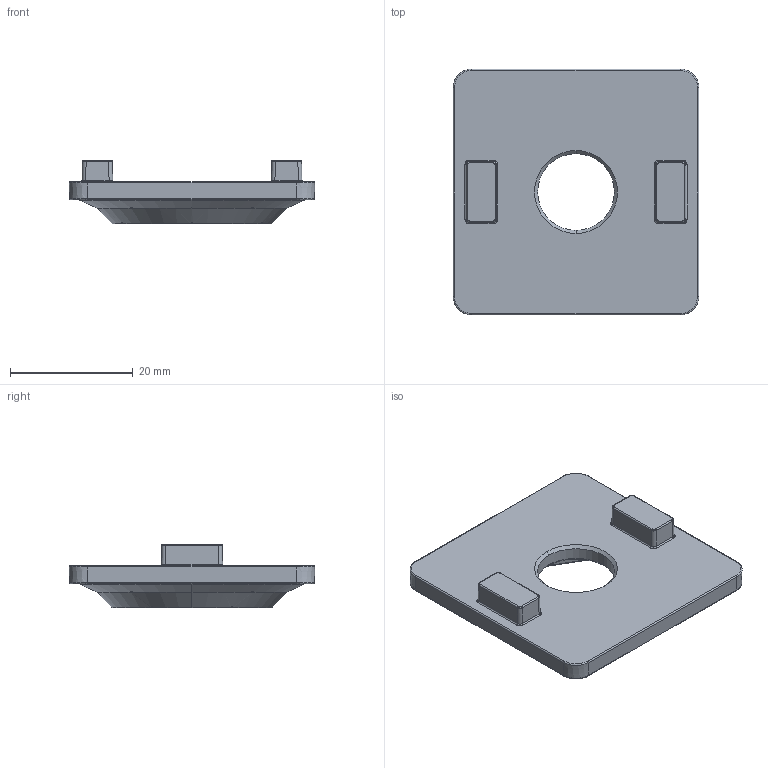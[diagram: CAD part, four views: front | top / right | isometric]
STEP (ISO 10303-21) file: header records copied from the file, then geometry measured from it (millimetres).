
FILE_DESCRIPTION (( 'STEP AP214' ), '1' );
FILE_NAME ('7421010', '2019-01-30T09:34:34', ( '' ), ('JUGARD+KÜNSTNER GmbH'), 'SwSTEP 2.0', 'SolidWorks 2017', '' );
FILE_SCHEMA (( 'AUTOMOTIVE_DESIGN' ));
Length unit declared in the file: millimetre
Products named in the file (1): 7421010
Bounding box: 39.99 x 39.99 x 10.4 mm (x, y, z)
Volume: 5848.4 mm3; surface area: 4069.9 mm2
Topology: 1 solids, 1 shells, 193 faces, 439 edges, 243 vertices
Faces by surface type: bspline 99, cylinder 53, plane 29, cone 12
Entity records: 6658 total; most frequent: CARTESIAN_POINT 2904, ORIENTED_EDGE 862, DIRECTION 671, EDGE_CURVE 431, AXIS2_PLACEMENT_3D 270, VERTEX_POINT 243, EDGE_LOOP 198, FACE_OUTER_BOUND 193
